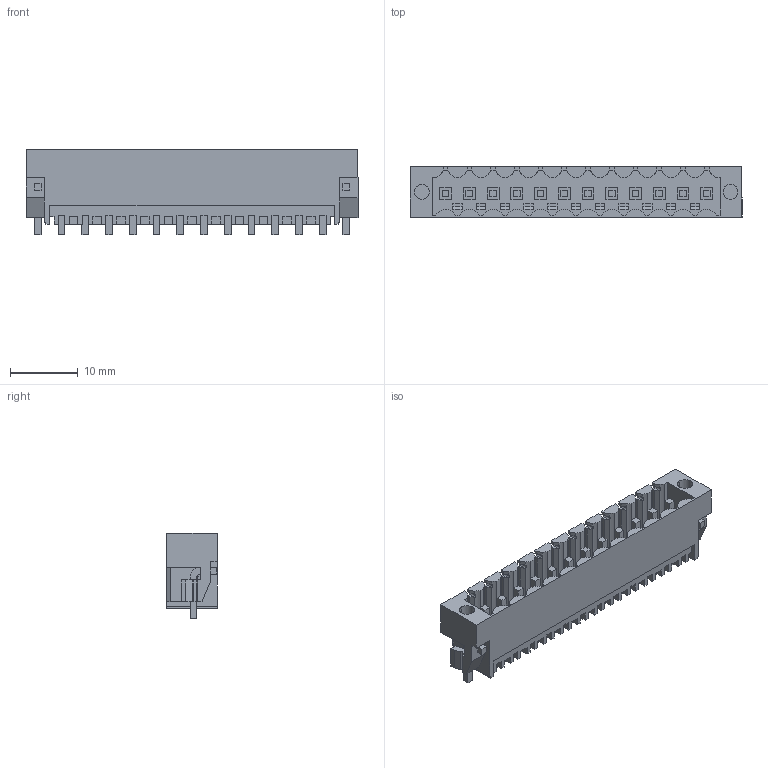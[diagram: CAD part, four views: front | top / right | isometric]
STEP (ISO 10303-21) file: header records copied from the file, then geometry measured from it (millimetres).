
FILE_DESCRIPTION(('CATIA V5 STEP Exchange','CAx-IF Rec.Pracs.--- Model Styling and Organization---1.2---2011-12-15'),'2;1');
FILE_NAME ('D1447645_0_1045040000_1045040000.stp','2018-03-20T09:41:56+00:00',('none'),('Weidmueller'),'CATIA Version 5-6 Release 2014','CATIA V5 STEP AP214','none');
FILE_SCHEMA(('AUTOMOTIVE_DESIGN { 1 0 10303 214 1 1 1 1 }'));
Length unit declared in the file: millimetre
Products named in the file (1): 1045040000
Bounding box: 48.95 x 7.45 x 12.55 mm (x, y, z)
Volume: 1669.4 mm3; surface area: 4379 mm2
Topology: 15 solids, 15 shells, 995 faces, 2927 edges, 1987 vertices
Faces by surface type: plane 899, cylinder 96
Entity records: 31483 total; most frequent: ORIENTED_EDGE 5854, CARTESIAN_POINT 5812, DIRECTION 3952, EDGE_CURVE 2927, VECTOR 2687, LINE 2687, VERTEX_POINT 1987, EDGE_LOOP 1048
